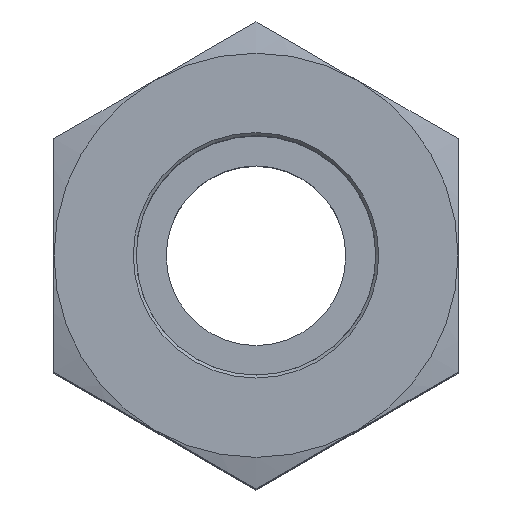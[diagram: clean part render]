
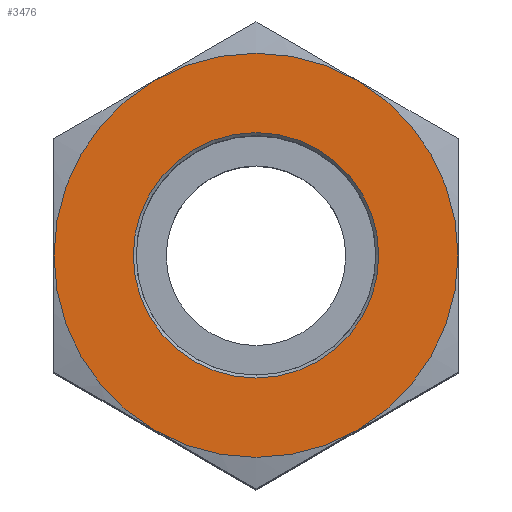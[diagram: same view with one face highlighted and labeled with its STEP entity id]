
A CAD part, top view. The second image highlights one B-rep face of the part: STEP entity #3476.
In plain terms, the highlighted planar face has unit normal (0, 0, 1).
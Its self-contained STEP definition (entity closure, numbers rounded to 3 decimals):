
#3237=CARTESIAN_POINT('',(13.5,0.,18.0));
#3238=VERTEX_POINT('',#3237);
#3291=CARTESIAN_POINT('',(6.75,11.691,18.0));
#3292=VERTEX_POINT('',#3291);
#3338=CARTESIAN_POINT('',(-6.75,11.691,18.0));
#3339=VERTEX_POINT('',#3338);
#3386=CARTESIAN_POINT('',(8.2,0.,18.0));
#3387=VERTEX_POINT('',#3386);
#3388=CARTESIAN_POINT('',(0.0,0.0,18.0));
#3389=DIRECTION('',(0.0,0.0,1.0));
#3390=DIRECTION('',(-1.0,0.0,0.0));
#3391=AXIS2_PLACEMENT_3D('',#3388,#3389,#3390);
#3392=CIRCLE('',#3391,8.2);
#3393=EDGE_CURVE('',#3387,#3387,#3392,.T.);
#3418=CARTESIAN_POINT('',(0.,0.0,18.0));
#3419=DIRECTION('',(0.0,0.0,1.0));
#3420=DIRECTION('',(1.0,0.0,0.0));
#3421=AXIS2_PLACEMENT_3D('',#3418,#3419,#3420);
#3422=PLANE('',#3421);
#3423=CARTESIAN_POINT('',(-6.75,-11.691,18.0));
#3424=VERTEX_POINT('',#3423);
#3425=CARTESIAN_POINT('',(6.75,-11.691,18.0));
#3426=VERTEX_POINT('',#3425);
#3427=CARTESIAN_POINT('',(0.0,0.0,18.0));
#3428=DIRECTION('',(0.0,0.0,1.0));
#3429=DIRECTION('',(-0.5,-0.866,0.0));
#3430=AXIS2_PLACEMENT_3D('',#3427,#3428,#3429);
#3431=CIRCLE('',#3430,13.5);
#3432=EDGE_CURVE('',#3424,#3426,#3431,.T.);
#3433=ORIENTED_EDGE('',*,*,#3432,.T.);
#3434=CARTESIAN_POINT('',(0.0,0.0,18.0));
#3435=DIRECTION('',(0.0,0.0,1.0));
#3436=DIRECTION('',(-0.5,-0.866,0.0));
#3437=AXIS2_PLACEMENT_3D('',#3434,#3435,#3436);
#3438=CIRCLE('',#3437,13.5);
#3439=EDGE_CURVE('',#3426,#3238,#3438,.T.);
#3440=ORIENTED_EDGE('',*,*,#3439,.T.);
#3441=CARTESIAN_POINT('',(0.0,0.0,18.0));
#3442=DIRECTION('',(0.0,0.0,1.0));
#3443=DIRECTION('',(-0.5,-0.866,0.0));
#3444=AXIS2_PLACEMENT_3D('',#3441,#3442,#3443);
#3445=CIRCLE('',#3444,13.5);
#3446=EDGE_CURVE('',#3238,#3292,#3445,.T.);
#3447=ORIENTED_EDGE('',*,*,#3446,.T.);
#3448=CARTESIAN_POINT('',(0.0,0.0,18.0));
#3449=DIRECTION('',(0.0,0.0,1.0));
#3450=DIRECTION('',(-0.5,-0.866,0.0));
#3451=AXIS2_PLACEMENT_3D('',#3448,#3449,#3450);
#3452=CIRCLE('',#3451,13.5);
#3453=EDGE_CURVE('',#3292,#3339,#3452,.T.);
#3454=ORIENTED_EDGE('',*,*,#3453,.T.);
#3455=CARTESIAN_POINT('',(-13.5,0.0,18.0));
#3456=VERTEX_POINT('',#3455);
#3457=CARTESIAN_POINT('',(0.0,0.0,18.0));
#3458=DIRECTION('',(0.0,0.0,1.0));
#3459=DIRECTION('',(-0.5,-0.866,0.0));
#3460=AXIS2_PLACEMENT_3D('',#3457,#3458,#3459);
#3461=CIRCLE('',#3460,13.5);
#3462=EDGE_CURVE('',#3339,#3456,#3461,.T.);
#3463=ORIENTED_EDGE('',*,*,#3462,.T.);
#3464=CARTESIAN_POINT('',(0.0,0.0,18.0));
#3465=DIRECTION('',(0.0,0.0,1.0));
#3466=DIRECTION('',(-0.5,-0.866,0.0));
#3467=AXIS2_PLACEMENT_3D('',#3464,#3465,#3466);
#3468=CIRCLE('',#3467,13.5);
#3469=EDGE_CURVE('',#3456,#3424,#3468,.T.);
#3470=ORIENTED_EDGE('',*,*,#3469,.T.);
#3471=EDGE_LOOP('',(#3433,#3440,#3447,#3454,#3463,#3470));
#3472=FACE_OUTER_BOUND('',#3471,.T.);
#3473=ORIENTED_EDGE('',*,*,#3393,.F.);
#3474=EDGE_LOOP('',(#3473));
#3475=FACE_BOUND('',#3474,.T.);
#3476=ADVANCED_FACE('',(#3472,#3475),#3422,.T.);
